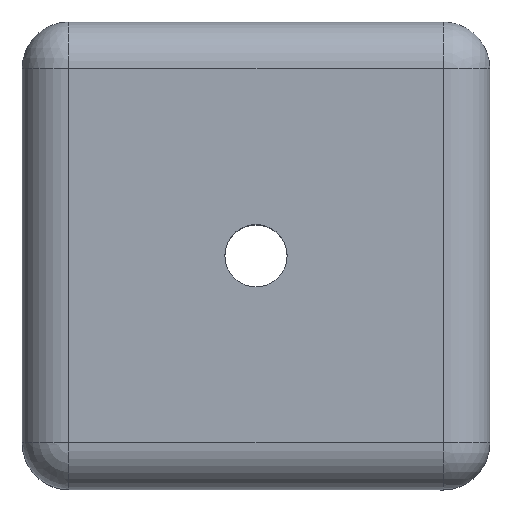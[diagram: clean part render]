
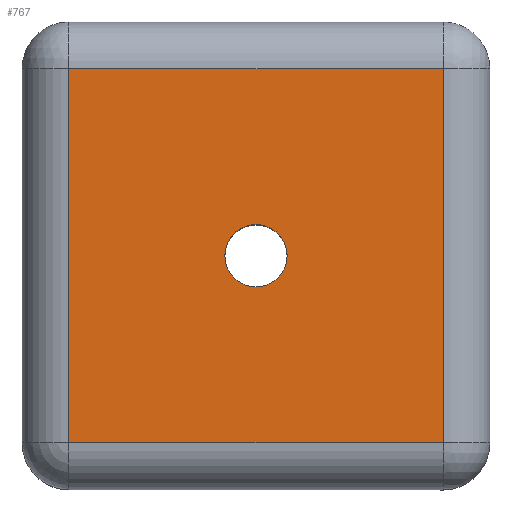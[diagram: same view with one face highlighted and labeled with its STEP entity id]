
A CAD part, top view. The second image highlights one B-rep face of the part: STEP entity #767.
In plain terms, the highlighted planar face has unit normal (0, 0, 1).
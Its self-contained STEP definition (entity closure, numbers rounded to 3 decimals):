
#18 = VERTEX_POINT ( 'NONE', #976 ) ;
#31 = CIRCLE ( 'NONE', #1070, 2. ) ;
#33 = ORIENTED_EDGE ( 'NONE', *, *, #851, .T. ) ;
#56 = EDGE_LOOP ( 'NONE', ( #947, #1007, #506, #33 ) ) ;
#64 = AXIS2_PLACEMENT_3D ( 'NONE', #223, #382, #649 ) ;
#69 = EDGE_CURVE ( 'NONE', #673, #141, #445, .T. ) ;
#141 = VERTEX_POINT ( 'NONE', #873 ) ;
#156 = EDGE_CURVE ( 'NONE', #162, #271, #486, .T. ) ;
#161 = VECTOR ( 'NONE', #1056, 1000. ) ;
#162 = VERTEX_POINT ( 'NONE', #403 ) ;
#202 = ORIENTED_EDGE ( 'NONE', *, *, #1000, .T. ) ;
#223 = CARTESIAN_POINT ( 'NONE',  ( 0., 0., 20. ) ) ;
#241 = DIRECTION ( 'NONE',  ( -1., 0., 0. ) ) ;
#252 = DIRECTION ( 'NONE',  ( 0., 0., -1. ) ) ;
#271 = VERTEX_POINT ( 'NONE', #998 ) ;
#305 = DIRECTION ( 'NONE',  ( -1., 0., 0. ) ) ;
#322 = CARTESIAN_POINT ( 'NONE',  ( -143., 54., 20. ) ) ;
#382 = DIRECTION ( 'NONE',  ( 0., 0., 1. ) ) ;
#403 = CARTESIAN_POINT ( 'NONE',  ( -157., 42., 20. ) ) ;
#439 = CARTESIAN_POINT ( 'NONE',  ( -167., 27., 20. ) ) ;
#445 = LINE ( 'NONE', #439, #161 ) ;
#463 = CARTESIAN_POINT ( 'NONE',  ( -140., 30., 20. ) ) ;
#470 = FACE_OUTER_BOUND ( 'NONE', #56, .T. ) ;
#482 = VECTOR ( 'NONE', #305, 1000. ) ;
#486 = CIRCLE ( 'NONE', #1014, 2. ) ;
#506 = ORIENTED_EDGE ( 'NONE', *, *, #69, .T. ) ;
#561 = LINE ( 'NONE', #915, #482 ) ;
#573 = DIRECTION ( 'NONE',  ( 1., 0., 0. ) ) ;
#596 = CARTESIAN_POINT ( 'NONE',  ( -155., 42., 20. ) ) ;
#598 = CARTESIAN_POINT ( 'NONE',  ( -155., 42., 20. ) ) ;
#649 = DIRECTION ( 'NONE',  ( 1., 0., 0. ) ) ;
#673 = VERTEX_POINT ( 'NONE', #878 ) ;
#767 = ADVANCED_FACE ( 'NONE', ( #1096, #470 ), #927, .T. ) ;
#781 = VECTOR ( 'NONE', #824, 1000. ) ;
#807 = EDGE_CURVE ( 'NONE', #1040, #673, #561, .T. ) ;
#814 = CARTESIAN_POINT ( 'NONE',  ( -143., 57., 20. ) ) ;
#824 = DIRECTION ( 'NONE',  ( 0., 1., 0. ) ) ;
#836 = EDGE_CURVE ( 'NONE', #18, #1040, #1089, .T. ) ;
#851 = EDGE_CURVE ( 'NONE', #141, #18, #1003, .T. ) ;
#873 = CARTESIAN_POINT ( 'NONE',  ( -167., 30., 20. ) ) ;
#878 = CARTESIAN_POINT ( 'NONE',  ( -167., 54., 20. ) ) ;
#915 = CARTESIAN_POINT ( 'NONE',  ( -170., 54., 20. ) ) ;
#927 = PLANE ( 'NONE',  #64 ) ;
#947 = ORIENTED_EDGE ( 'NONE', *, *, #836, .T. ) ;
#970 = EDGE_LOOP ( 'NONE', ( #1130, #202 ) ) ;
#976 = CARTESIAN_POINT ( 'NONE',  ( -143., 30., 20. ) ) ;
#998 = CARTESIAN_POINT ( 'NONE',  ( -153., 42., 20. ) ) ;
#1000 = EDGE_CURVE ( 'NONE', #271, #162, #31, .T. ) ;
#1003 = LINE ( 'NONE', #463, #1104 ) ;
#1007 = ORIENTED_EDGE ( 'NONE', *, *, #807, .T. ) ;
#1014 = AXIS2_PLACEMENT_3D ( 'NONE', #596, #252, #241 ) ;
#1031 = DIRECTION ( 'NONE',  ( 0., 0., -1. ) ) ;
#1040 = VERTEX_POINT ( 'NONE', #322 ) ;
#1043 = DIRECTION ( 'NONE',  ( -1., 0., 0. ) ) ;
#1056 = DIRECTION ( 'NONE',  ( 0., -1., 0. ) ) ;
#1070 = AXIS2_PLACEMENT_3D ( 'NONE', #598, #1031, #1043 ) ;
#1089 = LINE ( 'NONE', #814, #781 ) ;
#1096 = FACE_BOUND ( 'NONE', #970, .T. ) ;
#1104 = VECTOR ( 'NONE', #573, 1000. ) ;
#1130 = ORIENTED_EDGE ( 'NONE', *, *, #156, .T. ) ;
